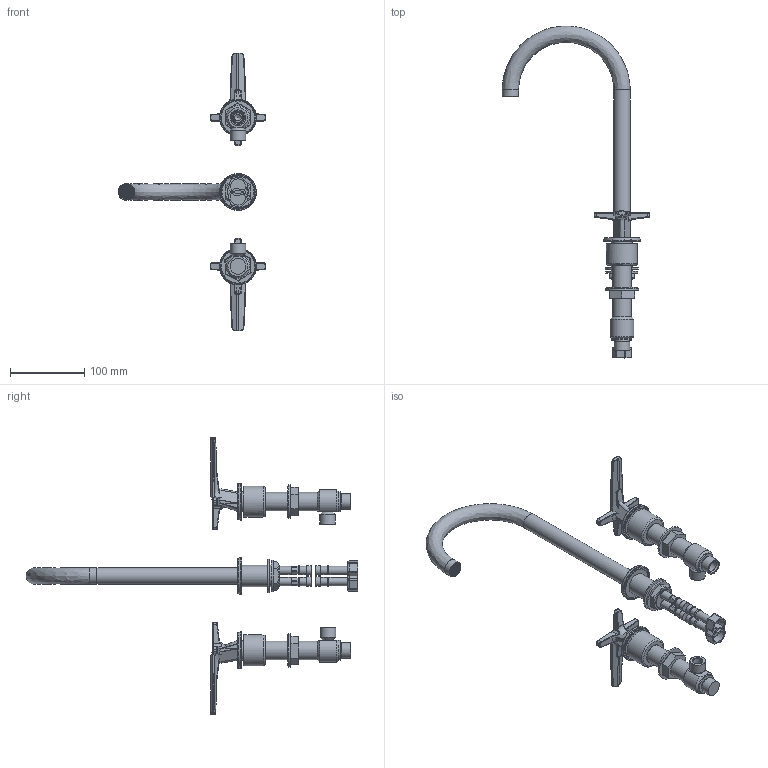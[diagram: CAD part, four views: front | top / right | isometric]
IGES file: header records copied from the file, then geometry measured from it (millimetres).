
Global section: file name: FORMET20K16-CTL; native system: Autodesk Inventor 2020; preprocessor: unknown; author: camerond; date: 20221130.103423; units: millimetre
Bounding box: 198.46 x 446.51 x 373.76 mm (x, y, z)
Volume: 424061.6 mm3; surface area: 221295.1 mm2
Topology: 51 solids, 51 shells, 4468 faces, 12151 edges, 7897 vertices
Faces by surface type: bspline 4468
